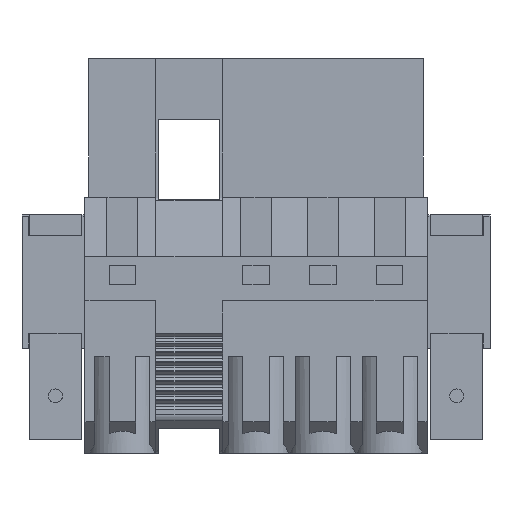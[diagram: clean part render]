
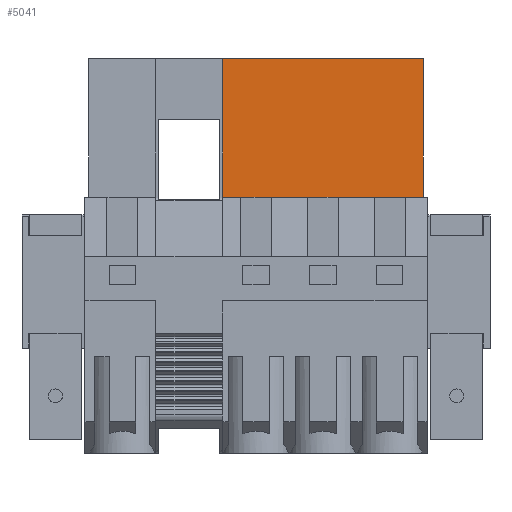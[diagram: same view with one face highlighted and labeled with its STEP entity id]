
A CAD part, front view. The second image highlights one B-rep face of the part: STEP entity #5041.
In plain terms, the highlighted planar face has unit normal (0, -1, 0).
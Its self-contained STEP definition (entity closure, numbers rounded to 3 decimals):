
#5020=AXIS2_PLACEMENT_3D('Plane Axis2P3D',#5017,#5018,#5019) ;
#1102=CARTESIAN_POINT('Vertex',(22.865,3.,45.)) ;
#1730=CARTESIAN_POINT('Vertex',(22.865,3.,29.207)) ;
#1733=CARTESIAN_POINT('Line Origine',(22.865,3.,37.103)) ;
#1770=CARTESIAN_POINT('Line Origine',(22.865,3.,45.003)) ;
#1774=CARTESIAN_POINT('Vertex',(22.865,3.,45.007)) ;
#4923=CARTESIAN_POINT('Vertex',(45.739,3.,29.207)) ;
#4926=CARTESIAN_POINT('Line Origine',(34.302,3.,29.207)) ;
#5017=CARTESIAN_POINT('Axis2P3D Location',(46.175,3.,29.207)) ;
#5022=CARTESIAN_POINT('Line Origine',(45.739,3.,37.107)) ;
#5026=CARTESIAN_POINT('Vertex',(45.739,3.,45.007)) ;
#5029=CARTESIAN_POINT('Line Origine',(34.302,3.,45.007)) ;
#1734=DIRECTION('Vector Direction',(0.,0.,1.)) ;
#1771=DIRECTION('Vector Direction',(0.,0.,1.)) ;
#4927=DIRECTION('Vector Direction',(-1.,0.,0.)) ;
#5018=DIRECTION('Axis2P3D Direction',(0.,-1.,0.)) ;
#5019=DIRECTION('Axis2P3D XDirection',(0.,0.,1.)) ;
#5023=DIRECTION('Vector Direction',(0.,0.,-1.)) ;
#5030=DIRECTION('Vector Direction',(-1.,0.,0.)) ;
#1735=VECTOR('Line Direction',#1734,1.) ;
#1772=VECTOR('Line Direction',#1771,1.) ;
#4928=VECTOR('Line Direction',#4927,1.) ;
#5024=VECTOR('Line Direction',#5023,1.) ;
#5031=VECTOR('Line Direction',#5030,1.) ;
#5035=ORIENTED_EDGE('',*,*,#4930,.F.) ;
#5036=ORIENTED_EDGE('',*,*,#5028,.F.) ;
#5037=ORIENTED_EDGE('',*,*,#5033,.T.) ;
#5038=ORIENTED_EDGE('',*,*,#1776,.F.) ;
#5039=ORIENTED_EDGE('',*,*,#1737,.F.) ;
#5041=ADVANCED_FACE('HOUSING.1',(#5040),#5021,.T.) ;
#1737=EDGE_CURVE('',#1731,#1103,#1736,.T.) ;
#1776=EDGE_CURVE('',#1103,#1775,#1773,.T.) ;
#4930=EDGE_CURVE('',#4924,#1731,#4929,.T.) ;
#5028=EDGE_CURVE('',#5027,#4924,#5025,.T.) ;
#5033=EDGE_CURVE('',#5027,#1775,#5032,.T.) ;
#5034=EDGE_LOOP('',(#5035,#5036,#5037,#5038,#5039)) ;
#5040=FACE_OUTER_BOUND('',#5034,.T.) ;
#1736=LINE('Line',#1733,#1735) ;
#1773=LINE('Line',#1770,#1772) ;
#4929=LINE('Line',#4926,#4928) ;
#5025=LINE('Line',#5022,#5024) ;
#5032=LINE('Line',#5029,#5031) ;
#5021=PLANE('',#5020) ;
#1103=VERTEX_POINT('',#1102) ;
#1731=VERTEX_POINT('',#1730) ;
#1775=VERTEX_POINT('',#1774) ;
#4924=VERTEX_POINT('',#4923) ;
#5027=VERTEX_POINT('',#5026) ;
